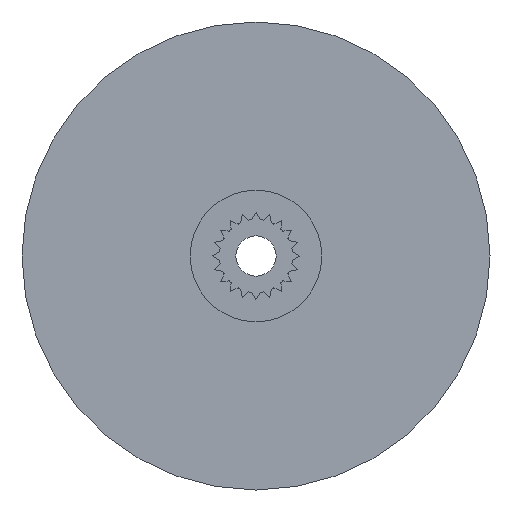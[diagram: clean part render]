
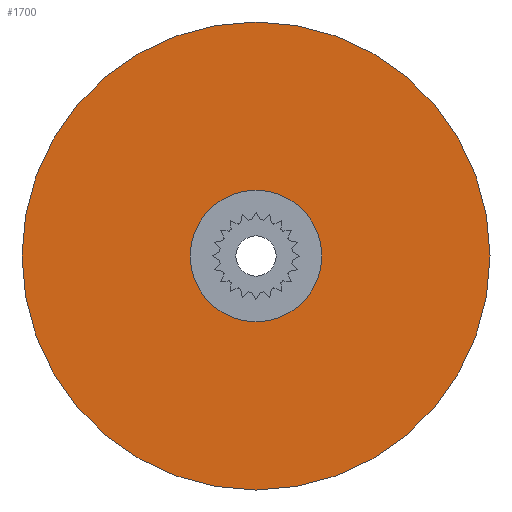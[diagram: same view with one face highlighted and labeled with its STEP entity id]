
A CAD part, front view. The second image highlights one B-rep face of the part: STEP entity #1700.
In plain terms, the highlighted planar face has unit normal (0, -1, 0).
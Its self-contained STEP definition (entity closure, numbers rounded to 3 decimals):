
#49=FACE_BOUND('',#227,.T.);
#64=PLANE('',#1856);
#136=FACE_OUTER_BOUND('',#226,.T.);
#226=EDGE_LOOP('',(#1285));
#227=EDGE_LOOP('',(#1286));
#627=CIRCLE('',#1779,16.);
#679=CIRCLE('',#1857,4.5);
#691=VERTEX_POINT('',#2405);
#808=VERTEX_POINT('',#2686);
#866=EDGE_CURVE('',#691,#691,#627,.T.);
#1004=EDGE_CURVE('',#808,#808,#679,.F.);
#1285=ORIENTED_EDGE('',*,*,#866,.F.);
#1286=ORIENTED_EDGE('',*,*,#1004,.F.);
#1700=ADVANCED_FACE('',(#136,#49),#64,.F.);
#1779=AXIS2_PLACEMENT_3D('',#2406,#1938,#1939);
#1856=AXIS2_PLACEMENT_3D('',#2685,#2178,#2179);
#1857=AXIS2_PLACEMENT_3D('',#2687,#2180,#2181);
#1938=DIRECTION('center_axis',(0.,1.,0.));
#1939=DIRECTION('ref_axis',(0.,0.,1.));
#2178=DIRECTION('center_axis',(0.,1.,0.));
#2179=DIRECTION('ref_axis',(0.,0.,1.));
#2180=DIRECTION('center_axis',(0.,1.,0.));
#2181=DIRECTION('ref_axis',(0.,0.,1.));
#2405=CARTESIAN_POINT('',(0.,0.,16.));
#2406=CARTESIAN_POINT('Origin',(0.,0.,0.));
#2685=CARTESIAN_POINT('Origin',(0.,0.,0.));
#2686=CARTESIAN_POINT('',(0.,0.,-4.5));
#2687=CARTESIAN_POINT('Origin',(0.,0.,0.));
